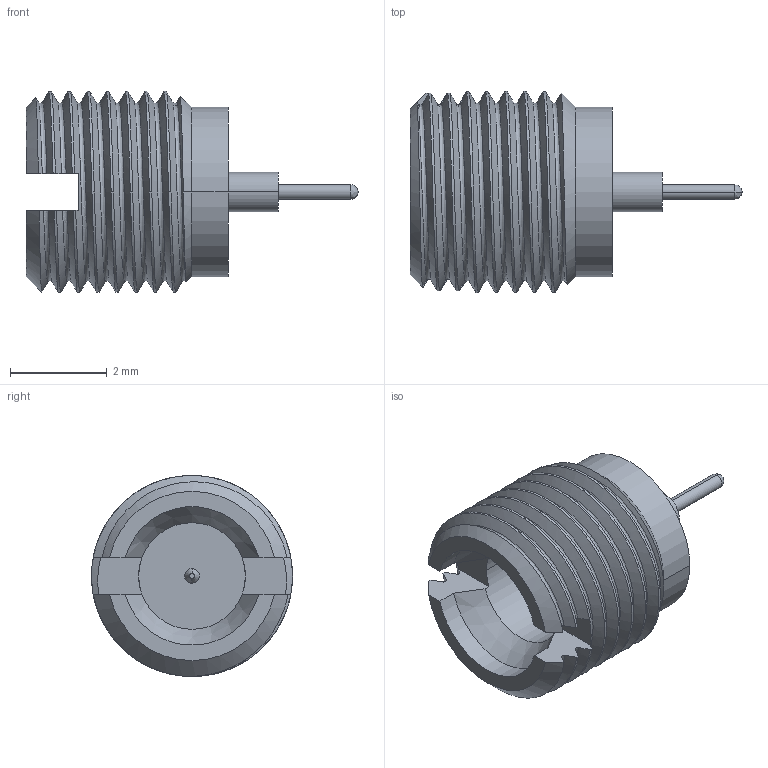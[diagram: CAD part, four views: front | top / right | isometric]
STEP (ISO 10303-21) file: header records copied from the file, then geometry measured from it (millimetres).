
FILE_DESCRIPTION((''),'2;1');
FILE_NAME('925-157J-51S_SW0001','2020-07-23T13:22:20',('ehill'),(''),'CREO PARAMETRIC BY PTC INC, 2019444','CREO PARAMETRIC BY PTC INC, 2019444','');
FILE_SCHEMA(('CONFIG_CONTROL_DESIGN'));
Length unit declared in the file: millimetre
Products named in the file (1): 925-157J-51S_SW0001
Bounding box: 6.88 x 4.17 x 4.17 mm (x, y, z)
Volume: 37.9 mm3; surface area: 114.8 mm2
Topology: 1 solids, 1 shells, 72 faces, 188 edges, 122 vertices
Faces by surface type: cylinder 28, bspline 22, plane 14, cone 8
Entity records: 7084 total; most frequent: CARTESIAN_POINT 5488, ORIENTED_EDGE 376, DIRECTION 237, EDGE_CURVE 188, VERTEX_POINT 122, B_SPLINE_CURVE_WITH_KNOTS 93, AXIS2_PLACEMENT_3D 92, EDGE_LOOP 76
